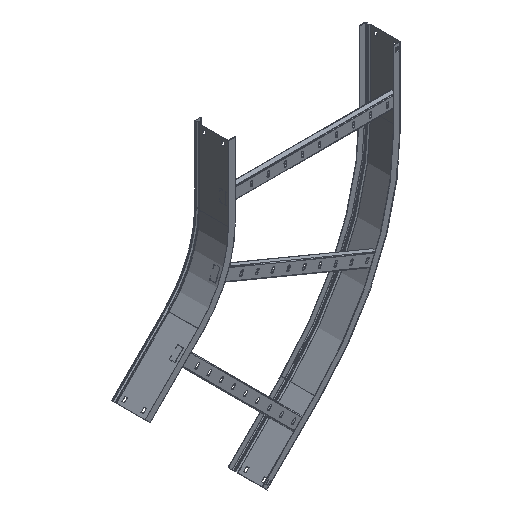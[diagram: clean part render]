
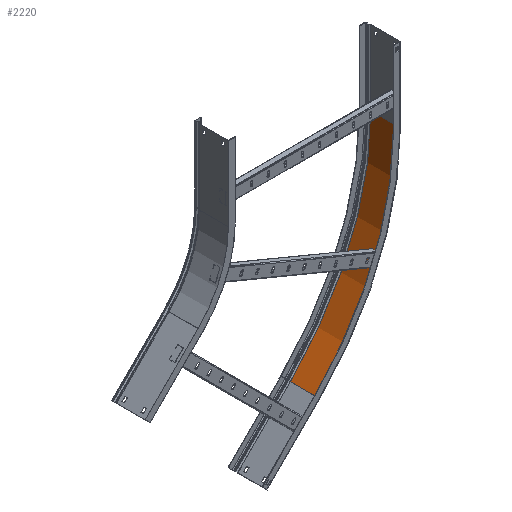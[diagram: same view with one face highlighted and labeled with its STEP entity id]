
A CAD part, isometric view. The second image highlights one B-rep face of the part: STEP entity #2220.
In plain terms, the highlighted cylindrical face has radius 798.8 mm (diameter 1597.6 mm), a partial arc.
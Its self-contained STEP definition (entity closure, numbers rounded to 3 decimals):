
#42 = CARTESIAN_POINT ( 'NONE',  ( 564.837, 84.965, -564.837 ) ) ;
#136 = CIRCLE ( 'NONE', #3841, 798.8 ) ;
#162 = LINE ( 'NONE', #5241, #775 ) ;
#166 = CARTESIAN_POINT ( 'NONE',  ( 798.8, 84.965, 0. ) ) ;
#428 = CIRCLE ( 'NONE', #1226, 798.8 ) ;
#567 = DIRECTION ( 'NONE',  ( 0., -1., 0. ) ) ;
#604 = DIRECTION ( 'NONE',  ( 0., 0., 1. ) ) ;
#636 = CARTESIAN_POINT ( 'NONE',  ( 0., 1.2, 0. ) ) ;
#775 = VECTOR ( 'NONE', #2568, 1000. ) ;
#1226 = AXIS2_PLACEMENT_3D ( 'NONE', #5787, #567, #5096 ) ;
#1989 = ORIENTED_EDGE ( 'NONE', *, *, #6510, .T. ) ;
#2220 = ADVANCED_FACE ( 'NONE', ( #2609 ), #3213, .F. ) ;
#2281 = CARTESIAN_POINT ( 'NONE',  ( 564.837, 1.2, -564.837 ) ) ;
#2417 = CARTESIAN_POINT ( 'NONE',  ( 798.8, 1.2, 0. ) ) ;
#2568 = DIRECTION ( 'NONE',  ( 0., 1., 0. ) ) ;
#2609 = FACE_OUTER_BOUND ( 'NONE', #3595, .T. ) ;
#2689 = VERTEX_POINT ( 'NONE', #166 ) ;
#3213 = CYLINDRICAL_SURFACE ( 'NONE', #7033, 798.8 ) ;
#3595 = EDGE_LOOP ( 'NONE', ( #5472, #4235, #3928, #1989 ) ) ;
#3712 = VERTEX_POINT ( 'NONE', #42 ) ;
#3755 = DIRECTION ( 'NONE',  ( 0., 1., 0. ) ) ;
#3841 = AXIS2_PLACEMENT_3D ( 'NONE', #636, #5051, #604 ) ;
#3928 = ORIENTED_EDGE ( 'NONE', *, *, #4149, .F. ) ;
#4012 = EDGE_CURVE ( 'NONE', #7740, #2689, #4106, .T. ) ;
#4106 = LINE ( 'NONE', #4415, #7876 ) ;
#4149 = EDGE_CURVE ( 'NONE', #5905, #3712, #162, .T. ) ;
#4235 = ORIENTED_EDGE ( 'NONE', *, *, #7130, .F. ) ;
#4415 = CARTESIAN_POINT ( 'NONE',  ( 798.8, 0., 0. ) ) ;
#5051 = DIRECTION ( 'NONE',  ( 0., -1., 0. ) ) ;
#5096 = DIRECTION ( 'NONE',  ( 0., 0., -1. ) ) ;
#5241 = CARTESIAN_POINT ( 'NONE',  ( 564.837, 2.2, -564.837 ) ) ;
#5373 = CARTESIAN_POINT ( 'NONE',  ( 0., 0., 0. ) ) ;
#5472 = ORIENTED_EDGE ( 'NONE', *, *, #4012, .T. ) ;
#5787 = CARTESIAN_POINT ( 'NONE',  ( 0., 84.965, 0. ) ) ;
#5905 = VERTEX_POINT ( 'NONE', #2281 ) ;
#6510 = EDGE_CURVE ( 'NONE', #5905, #7740, #136, .T. ) ;
#7033 = AXIS2_PLACEMENT_3D ( 'NONE', #5373, #7312, #7900 ) ;
#7130 = EDGE_CURVE ( 'NONE', #3712, #2689, #428, .T. ) ;
#7312 = DIRECTION ( 'NONE',  ( 0., 1., 0. ) ) ;
#7740 = VERTEX_POINT ( 'NONE', #2417 ) ;
#7876 = VECTOR ( 'NONE', #3755, 1000. ) ;
#7900 = DIRECTION ( 'NONE',  ( 0., 0., 1. ) ) ;
